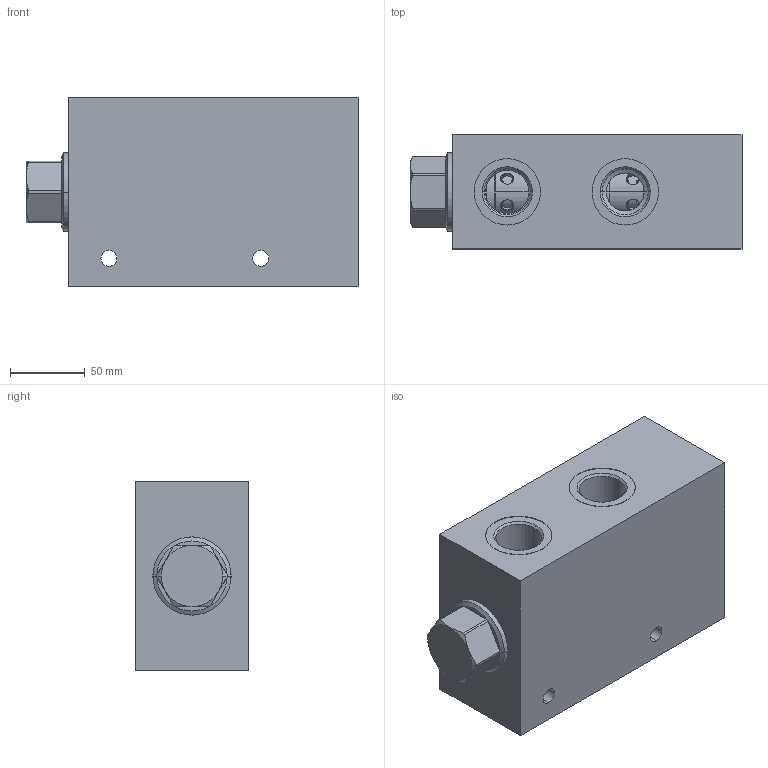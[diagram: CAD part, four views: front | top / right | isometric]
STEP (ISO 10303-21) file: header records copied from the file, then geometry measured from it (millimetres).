
FILE_DESCRIPTION((''),'2;1');
FILE_NAME('FSFAXAN-QMX_ASM','2020-06-26T',('ProEService'),(''),'PRO/ENGINEER BY PARAMETRIC TECHNOLOGY CORPORATION, 2014200','PRO/ENGINEER BY PARAMETRIC TECHNOLOGY CORPORATION, 2014200','');
FILE_SCHEMA(('CONFIG_CONTROL_DESIGN'));
Length unit declared in the file: inch
Products named in the file (3): 152-241-005; FSFAXAN; FSFAXAN-QMX_ASM
Assembly tree (2 placements, depth 2):
  FSFAXAN-QMX_ASM
    152-241-005
    FSFAXAN
Bounding box: 222.25 x 76.2 x 127 mm (x, y, z)
Volume: 1714070.4 mm3; surface area: 205871.2 mm2
Topology: 8 solids, 36 shells, 1242 faces, 3651 edges, 2337 vertices
Faces by surface type: cylinder 690, torus 217, plane 211, cone 108, revolution 16
Entity records: 50929 total; most frequent: CARTESIAN_POINT 18069, ORIENTED_EDGE 6934, DIRECTION 6813, EDGE_CURVE 3467, AXIS2_PLACEMENT_3D 2877, VERTEX_POINT 2091, CIRCLE 1640, EDGE_LOOP 1464
